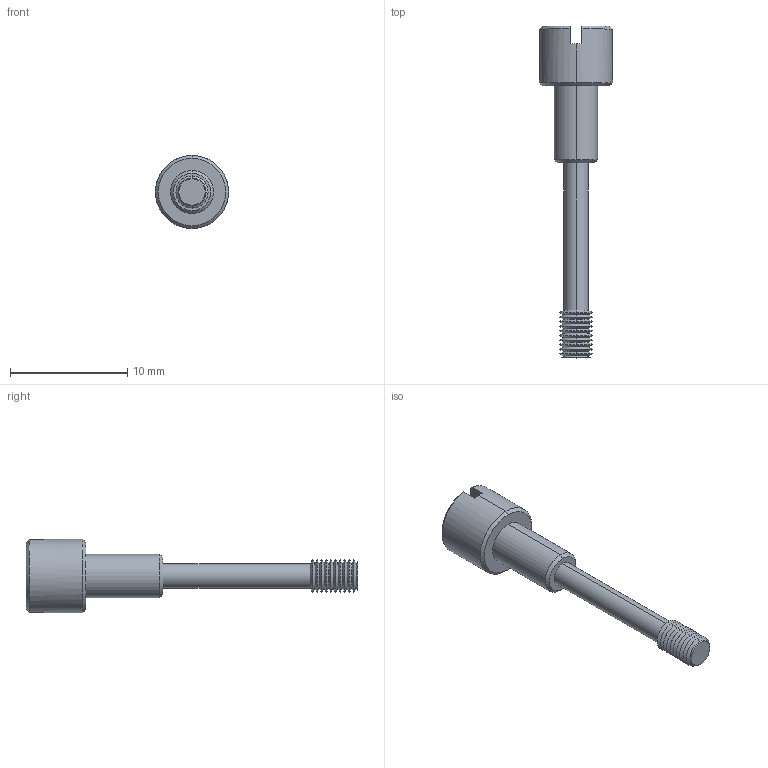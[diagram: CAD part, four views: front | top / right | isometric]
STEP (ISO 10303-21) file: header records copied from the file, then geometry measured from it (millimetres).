
FILE_DESCRIPTION (( 'STEP AP203' ), '1' );
FILE_NAME ('TS-DG90.STEP', '2010-06-04T14:34:30', ( 'x' ), ( 'Microsoft' ), 'SwSTEP 2.0', 'SolidWorks 2010', '' );
FILE_SCHEMA (( 'CONFIG_CONTROL_DESIGN' ));
Length unit declared in the file: inch
Products named in the file (1): TS-DG90
Bounding box: 6.22 x 28.27 x 6.22 mm (x, y, z)
Volume: 275.8 mm3; surface area: 381.8 mm2
Topology: 1 solids, 1 shells, 65 faces, 134 edges, 74 vertices
Faces by surface type: cone 50, plane 9, cylinder 6
Entity records: 1771 total; most frequent: DIRECTION 330, CARTESIAN_POINT 286, ORIENTED_EDGE 268, EDGE_CURVE 134, AXIS2_PLACEMENT_3D 134, VERTEX_POINT 74, EDGE_LOOP 68, CIRCLE 68
